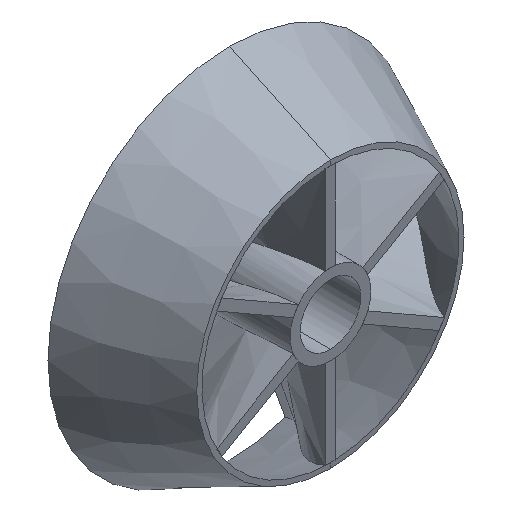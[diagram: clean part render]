
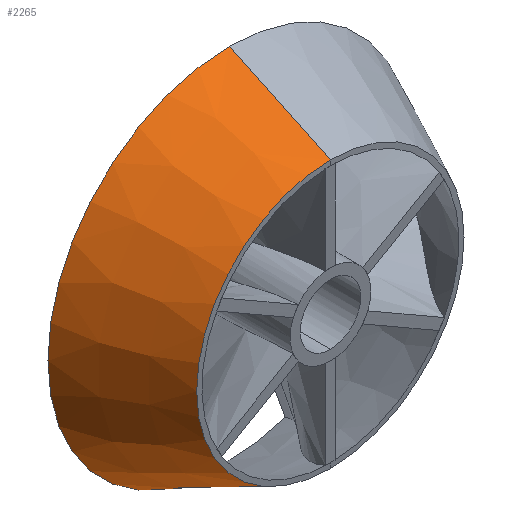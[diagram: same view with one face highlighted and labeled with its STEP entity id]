
A CAD part, isometric view. The second image highlights one B-rep face of the part: STEP entity #2265.
In plain terms, the highlighted conical face has half-angle 25.406 degrees and reference radius 17.983 mm.
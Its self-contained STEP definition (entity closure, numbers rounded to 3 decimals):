
#48 = VERTEX_POINT ( 'NONE', #2054 ) ;
#144 = ORIENTED_EDGE ( 'NONE', *, *, #726, .F. ) ;
#150 = CARTESIAN_POINT ( 'NONE',  ( 0., 10., 0. ) ) ;
#161 = CIRCLE ( 'NONE', #657, 13.24 ) ;
#289 = CARTESIAN_POINT ( 'NONE',  ( 0., 10., -17.983 ) ) ;
#327 = CARTESIAN_POINT ( 'NONE',  ( 0., 10., -17.983 ) ) ;
#350 = ORIENTED_EDGE ( 'NONE', *, *, #2418, .F. ) ;
#376 = DIRECTION ( 'NONE',  ( 0., 0., -1. ) ) ;
#486 = VERTEX_POINT ( 'NONE', #560 ) ;
#560 = CARTESIAN_POINT ( 'NONE',  ( 0., 0.013, -13.24 ) ) ;
#657 = AXIS2_PLACEMENT_3D ( 'NONE', #1482, #1467, #376 ) ;
#726 = EDGE_CURVE ( 'NONE', #48, #486, #161, .T. ) ;
#753 = DIRECTION ( 'NONE',  ( 0., 0.903, -0.429 ) ) ;
#816 = VECTOR ( 'NONE', #753, 1000. ) ;
#837 = DIRECTION ( 'NONE',  ( 0., 0., -1. ) ) ;
#1008 = EDGE_CURVE ( 'NONE', #1058, #1564, #2030, .T. ) ;
#1058 = VERTEX_POINT ( 'NONE', #2367 ) ;
#1148 = CARTESIAN_POINT ( 'NONE',  ( 0., 10., 17.983 ) ) ;
#1290 = EDGE_LOOP ( 'NONE', ( #350, #144, #2212, #2617 ) ) ;
#1341 = DIRECTION ( 'NONE',  ( 0., 1., 0. ) ) ;
#1467 = DIRECTION ( 'NONE',  ( 0., -1., 0. ) ) ;
#1468 = DIRECTION ( 'NONE',  ( 0., -1., 0. ) ) ;
#1482 = CARTESIAN_POINT ( 'NONE',  ( 0., 0.013, 0. ) ) ;
#1534 = DIRECTION ( 'NONE',  ( 0., 0.903, 0.429 ) ) ;
#1564 = VERTEX_POINT ( 'NONE', #327 ) ;
#1578 = LINE ( 'NONE', #1148, #2708 ) ;
#1635 = CONICAL_SURFACE ( 'NONE', #2229, 17.983, 0.443 ) ;
#1856 = EDGE_CURVE ( 'NONE', #48, #1058, #1578, .T. ) ;
#2030 = CIRCLE ( 'NONE', #2484, 17.983 ) ;
#2054 = CARTESIAN_POINT ( 'NONE',  ( 0., 0.013, 13.24 ) ) ;
#2212 = ORIENTED_EDGE ( 'NONE', *, *, #1856, .T. ) ;
#2229 = AXIS2_PLACEMENT_3D ( 'NONE', #2805, #1341, #2403 ) ;
#2265 = ADVANCED_FACE ( 'NONE', ( #2629 ), #1635, .T. ) ;
#2367 = CARTESIAN_POINT ( 'NONE',  ( 0., 10., 17.983 ) ) ;
#2403 = DIRECTION ( 'NONE',  ( 0., 0., 1. ) ) ;
#2418 = EDGE_CURVE ( 'NONE', #486, #1564, #2721, .T. ) ;
#2484 = AXIS2_PLACEMENT_3D ( 'NONE', #150, #1468, #837 ) ;
#2617 = ORIENTED_EDGE ( 'NONE', *, *, #1008, .T. ) ;
#2629 = FACE_OUTER_BOUND ( 'NONE', #1290, .T. ) ;
#2708 = VECTOR ( 'NONE', #1534, 1000. ) ;
#2721 = LINE ( 'NONE', #289, #816 ) ;
#2805 = CARTESIAN_POINT ( 'NONE',  ( 0., 10., 0. ) ) ;
